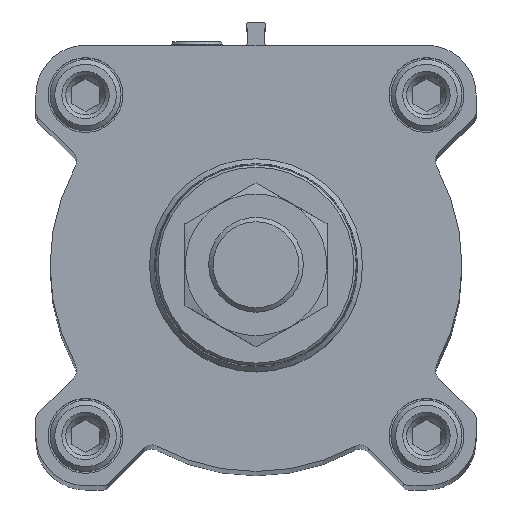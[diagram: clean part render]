
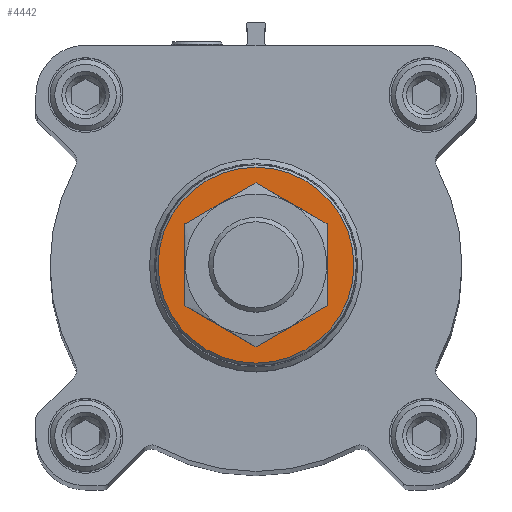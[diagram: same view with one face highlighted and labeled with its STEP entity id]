
A CAD part, top view. The second image highlights one B-rep face of the part: STEP entity #4442.
In plain terms, the highlighted planar face has unit normal (0, 0, 1).
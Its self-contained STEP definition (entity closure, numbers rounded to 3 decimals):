
#472=PLANE('',#4743);
#634=CIRCLE('',#4744,20.686);
#635=CIRCLE('',#4745,12.5);
#1005=ORIENTED_EDGE('',*,*,#1708,.F.);
#1006=ORIENTED_EDGE('',*,*,#1709,.T.);
#1708=EDGE_CURVE('',#2075,#2075,#634,.T.);
#1709=EDGE_CURVE('',#2076,#2076,#635,.T.);
#2075=VERTEX_POINT('',#6463);
#2076=VERTEX_POINT('',#6465);
#2390=EDGE_LOOP('',(#1005));
#2391=EDGE_LOOP('',(#1006));
#2727=FACE_BOUND('',#2390,.T.);
#2728=FACE_BOUND('',#2391,.T.);
#4442=ADVANCED_FACE('',(#2727,#2728),#472,.F.);
#4743=AXIS2_PLACEMENT_3D('',#6461,#5315,#5316);
#4744=AXIS2_PLACEMENT_3D('',#6462,#5317,#5318);
#4745=AXIS2_PLACEMENT_3D('',#6464,#5319,#5320);
#5315=DIRECTION('',(0.,0.,-1.));
#5316=DIRECTION('',(-1.,0.,0.));
#5317=DIRECTION('',(0.,0.,-1.));
#5318=DIRECTION('',(-1.,0.,0.));
#5319=DIRECTION('',(0.,0.,-1.));
#5320=DIRECTION('',(-1.,0.,0.));
#6461=CARTESIAN_POINT('',(0.,0.,34.2));
#6462=CARTESIAN_POINT('',(0.,0.,34.2));
#6463=CARTESIAN_POINT('',(-20.686,0.,34.2));
#6464=CARTESIAN_POINT('',(0.,0.,34.2));
#6465=CARTESIAN_POINT('',(-12.5,0.,34.2));
